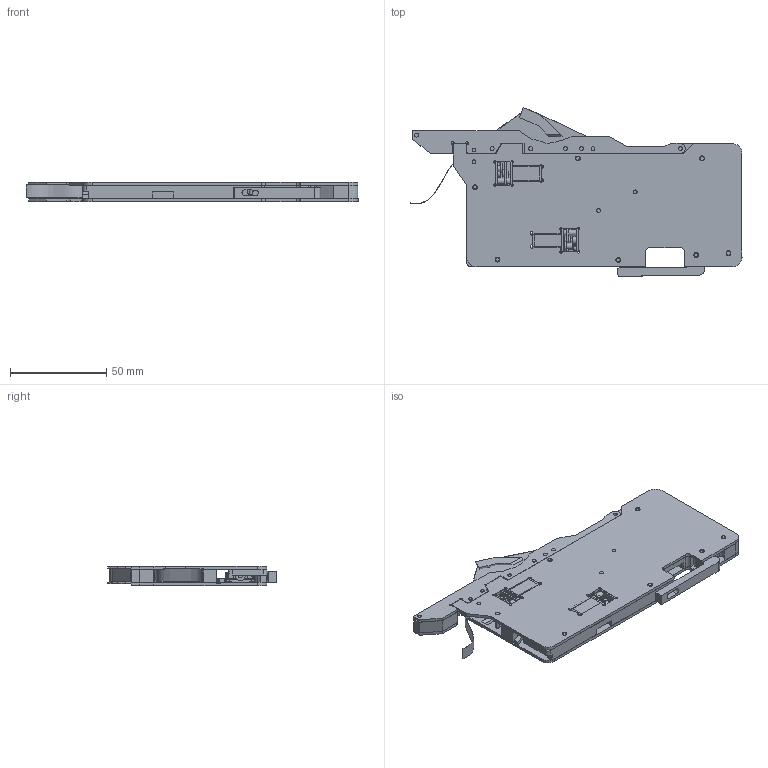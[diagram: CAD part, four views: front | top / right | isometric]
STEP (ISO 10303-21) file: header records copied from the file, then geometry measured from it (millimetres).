
FILE_DESCRIPTION (( 'STEP AP214' ), '1' );
FILE_NAME ('×°ÅäÌå1.STEP', '2021-11-01T04:03:24', ( '' ), ( '' ), 'SwSTEP 2.0', 'SolidWorks 2019', '' );
FILE_SCHEMA (( 'AUTOMOTIVE_DESIGN' ));
Length unit declared in the file: millimetre
Products named in the file (20): 16揤裝; schaft_g12-n20_Predeterminado_3; 萇儂路啣12; 標啣-耜啣; gm12-n20_3; 喘謫9; 16mm帣窒裔啣標脯; 8mm裔啣標脯; 錨璃7^蚾饜极1; 萇雄滄湛酘耜; 錨璃10^蚾饜极1; 錨璃8^蚾饜极1; 錨璃6^蚾饜极1; 萇雄滄湛衵耜; gm12-n20_Predeterminado_3; 蚾饜极1; 錨璃3^蚾饜极1; 錨璃1^蚾饜极1; 菁窒盓殤
Assembly tree (22 placements, depth 3):
  蚾饜极1
    16揤裝
    萇雄滄湛酘耜
    錨璃1^蚾饜极1
    標啣-耜啣  x2
    8mm裔啣標脯
    菁窒盓殤
    gm12-n20_3
      gm12-n20_Predeterminado_3
      schaft_g12-n20_Predeterminado_3
    萇儂路啣12  x2
    錨璃6^蚾饜极1
    錨璃7^蚾饜极1
    萇雄滄湛衵耜
    gm12-n20_3
      gm12-n20_Predeterminado_3
      schaft_g12-n20_Predeterminado_3
    錨璃8^蚾饜极1
    喘謫9
    錨璃10^蚾饜极1
    16mm帣窒裔啣標脯
  錨璃3^蚾饜极1
Bounding box: 172.5 x 87.6 x 10.1 mm (x, y, z)
Volume: 55323.7 mm3; surface area: 65678.6 mm2
Topology: 68 solids, 68 shells, 1511 faces, 3984 edges, 2639 vertices
Faces by surface type: plane 1017, cylinder 457, bspline 29, cone 8
Entity records: 40797 total; most frequent: CARTESIAN_POINT 7782, ORIENTED_EDGE 6634, DIRECTION 6422, EDGE_CURVE 3317, LINE 2512, VECTOR 2512, VERTEX_POINT 2203, AXIS2_PLACEMENT_3D 1955
